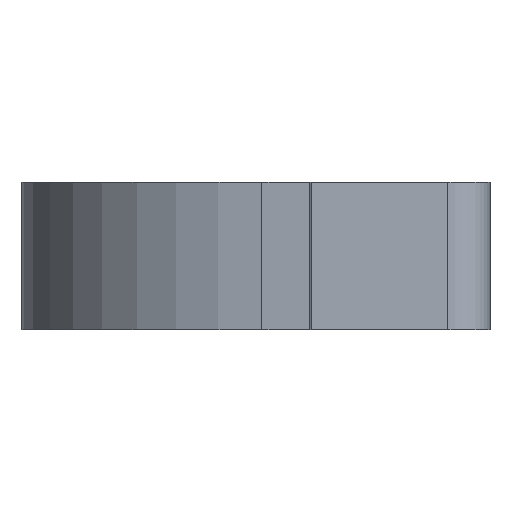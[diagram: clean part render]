
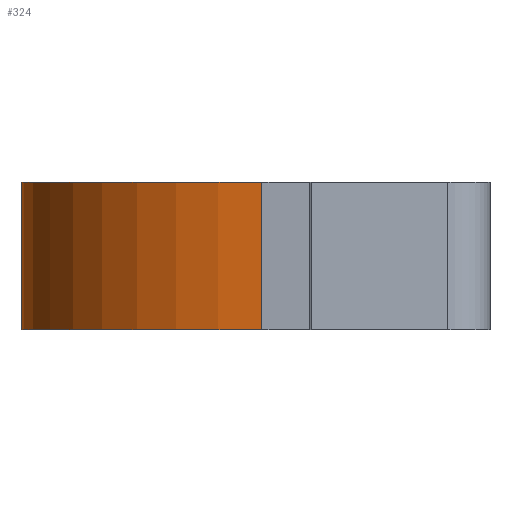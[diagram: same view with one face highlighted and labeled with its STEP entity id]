
A CAD part, left-side view. The second image highlights one B-rep face of the part: STEP entity #324.
In plain terms, the highlighted cylindrical face has radius 25 mm (diameter 50 mm), a partial arc.
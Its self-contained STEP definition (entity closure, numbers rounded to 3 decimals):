
#11 = AXIS2_PLACEMENT_3D ( 'NONE', #341, #203, #541 ) ;
#18 = CARTESIAN_POINT ( 'NONE',  ( 25., 0., -7. ) ) ;
#27 = VECTOR ( 'NONE', #455, 1000. ) ;
#29 = LINE ( 'NONE', #463, #27 ) ;
#63 = EDGE_CURVE ( 'NONE', #283, #344, #29, .T. ) ;
#79 = ORIENTED_EDGE ( 'NONE', *, *, #252, .F. ) ;
#128 = DIRECTION ( 'NONE',  ( 0., 0., -1. ) ) ;
#174 = VERTEX_POINT ( 'NONE', #269 ) ;
#179 = EDGE_CURVE ( 'NONE', #344, #364, #309, .T. ) ;
#203 = DIRECTION ( 'NONE',  ( 0., 0., 1. ) ) ;
#212 = ORIENTED_EDGE ( 'NONE', *, *, #239, .F. ) ;
#213 = ORIENTED_EDGE ( 'NONE', *, *, #179, .T. ) ;
#219 = VECTOR ( 'NONE', #128, 1000. ) ;
#239 = EDGE_CURVE ( 'NONE', #174, #364, #378, .T. ) ;
#242 = ORIENTED_EDGE ( 'NONE', *, *, #63, .T. ) ;
#252 = EDGE_CURVE ( 'NONE', #283, #174, #257, .T. ) ;
#254 = EDGE_LOOP ( 'NONE', ( #213, #212, #79, #242 ) ) ;
#257 = CIRCLE ( 'NONE', #605, 25. ) ;
#260 = CARTESIAN_POINT ( 'NONE',  ( 0., 0., 7. ) ) ;
#269 = CARTESIAN_POINT ( 'NONE',  ( -24.905, 2.179, 7. ) ) ;
#283 = VERTEX_POINT ( 'NONE', #303 ) ;
#303 = CARTESIAN_POINT ( 'NONE',  ( 25., 0., 7. ) ) ;
#309 = CIRCLE ( 'NONE', #11, 25. ) ;
#324 = ADVANCED_FACE ( 'NONE', ( #448 ), #604, .T. ) ;
#338 = DIRECTION ( 'NONE',  ( 1., 0., 0. ) ) ;
#341 = CARTESIAN_POINT ( 'NONE',  ( 0., 0., -7. ) ) ;
#344 = VERTEX_POINT ( 'NONE', #18 ) ;
#352 = CARTESIAN_POINT ( 'NONE',  ( 0., 0., 7. ) ) ;
#364 = VERTEX_POINT ( 'NONE', #587 ) ;
#378 = LINE ( 'NONE', #492, #219 ) ;
#420 = DIRECTION ( 'NONE',  ( 0., 0., 1. ) ) ;
#448 = FACE_OUTER_BOUND ( 'NONE', #254, .T. ) ;
#455 = DIRECTION ( 'NONE',  ( 0., 0., -1. ) ) ;
#463 = CARTESIAN_POINT ( 'NONE',  ( 25., 0., 7. ) ) ;
#492 = CARTESIAN_POINT ( 'NONE',  ( -24.905, 2.179, 7. ) ) ;
#500 = DIRECTION ( 'NONE',  ( 0., 0., -1. ) ) ;
#541 = DIRECTION ( 'NONE',  ( 1., 0., 0. ) ) ;
#551 = DIRECTION ( 'NONE',  ( -1., 0., 0. ) ) ;
#562 = AXIS2_PLACEMENT_3D ( 'NONE', #352, #500, #551 ) ;
#587 = CARTESIAN_POINT ( 'NONE',  ( -24.905, 2.179, -7. ) ) ;
#604 = CYLINDRICAL_SURFACE ( 'NONE', #562, 25. ) ;
#605 = AXIS2_PLACEMENT_3D ( 'NONE', #260, #420, #338 ) ;
